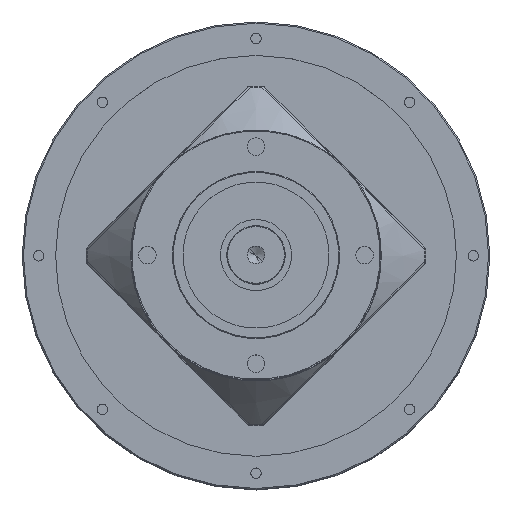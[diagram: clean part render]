
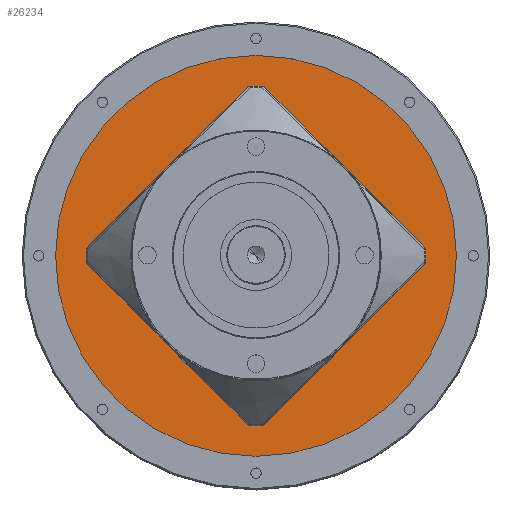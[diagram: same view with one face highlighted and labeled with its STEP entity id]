
A CAD part, top view. The second image highlights one B-rep face of the part: STEP entity #26234.
In plain terms, the highlighted planar face has unit normal (0, 0, 1).
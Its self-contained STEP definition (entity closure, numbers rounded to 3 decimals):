
#300 = LINE ( 'NONE', #5945, #18931 ) ;
#635 = DIRECTION ( 'NONE',  ( 0., 0., 1. ) ) ;
#947 = FACE_OUTER_BOUND ( 'NONE', #25278, .T. ) ;
#1442 = CARTESIAN_POINT ( 'NONE',  ( -1.731, 40.413, 28. ) ) ;
#1706 = EDGE_CURVE ( 'NONE', #7687, #2691, #300, .T. ) ;
#1904 = DIRECTION ( 'NONE',  ( 0.707, -0.707, 0. ) ) ;
#2691 = VERTEX_POINT ( 'NONE', #23700 ) ;
#3249 = CARTESIAN_POINT ( 'NONE',  ( 1.676, -40.468, 28. ) ) ;
#3435 = VECTOR ( 'NONE', #12496, 1000. ) ;
#3450 = VERTEX_POINT ( 'NONE', #22068 ) ;
#3606 = DIRECTION ( 'NONE',  ( -0.707, 0.707, 0. ) ) ;
#3886 = CIRCLE ( 'NONE', #15976, 40.45 ) ;
#4185 = CARTESIAN_POINT ( 'NONE',  ( 0., 0., 28. ) ) ;
#4652 = CARTESIAN_POINT ( 'NONE',  ( 0., 0., 28. ) ) ;
#4898 = ORIENTED_EDGE ( 'NONE', *, *, #8122, .T. ) ;
#5226 = DIRECTION ( 'NONE',  ( 0., 0., -1. ) ) ;
#5945 = CARTESIAN_POINT ( 'NONE',  ( -40.468, -1.676, 28. ) ) ;
#5999 = DIRECTION ( 'NONE',  ( 0., 0., -1. ) ) ;
#7515 = CARTESIAN_POINT ( 'NONE',  ( 1.731, 40.413, 28. ) ) ;
#7687 = VERTEX_POINT ( 'NONE', #21705 ) ;
#8122 = EDGE_CURVE ( 'NONE', #10789, #23321, #26011, .T. ) ;
#8326 = CIRCLE ( 'NONE', #25601, 40.45 ) ;
#8661 = AXIS2_PLACEMENT_3D ( 'NONE', #4652, #11049, #13105 ) ;
#8713 = CIRCLE ( 'NONE', #13565, 40.45 ) ;
#8797 = ORIENTED_EDGE ( 'NONE', *, *, #9256, .T. ) ;
#9256 = EDGE_CURVE ( 'NONE', #14781, #3450, #21848, .T. ) ;
#9297 = DIRECTION ( 'NONE',  ( 0.707, -0.707, 0. ) ) ;
#9415 = ORIENTED_EDGE ( 'NONE', *, *, #24850, .T. ) ;
#9604 = CIRCLE ( 'NONE', #19705, 48. ) ;
#10236 = PLANE ( 'NONE',  #19557 ) ;
#10789 = VERTEX_POINT ( 'NONE', #18089 ) ;
#10933 = ORIENTED_EDGE ( 'NONE', *, *, #18017, .T. ) ;
#10992 = VERTEX_POINT ( 'NONE', #12402 ) ;
#11049 = DIRECTION ( 'NONE',  ( 0., 0., -1. ) ) ;
#11664 = EDGE_CURVE ( 'NONE', #16626, #10992, #9604, .T. ) ;
#11929 = CIRCLE ( 'NONE', #12258, 48. ) ;
#12112 = ORIENTED_EDGE ( 'NONE', *, *, #11664, .T. ) ;
#12242 = FACE_BOUND ( 'NONE', #22184, .T. ) ;
#12258 = AXIS2_PLACEMENT_3D ( 'NONE', #15684, #635, #26270 ) ;
#12402 = CARTESIAN_POINT ( 'NONE',  ( 48., 0., 28. ) ) ;
#12496 = DIRECTION ( 'NONE',  ( 0.707, 0.707, 0. ) ) ;
#12711 = CIRCLE ( 'NONE', #8661, 40.45 ) ;
#13105 = DIRECTION ( 'NONE',  ( 0.707, -0.707, 0. ) ) ;
#13280 = ORIENTED_EDGE ( 'NONE', *, *, #27093, .T. ) ;
#13565 = AXIS2_PLACEMENT_3D ( 'NONE', #20442, #26678, #18206 ) ;
#13863 = CARTESIAN_POINT ( 'NONE',  ( 0., 0., 28. ) ) ;
#14431 = DIRECTION ( 'NONE',  ( -1., 0., 0. ) ) ;
#14531 = DIRECTION ( 'NONE',  ( 0., 0., 1. ) ) ;
#14781 = VERTEX_POINT ( 'NONE', #16973 ) ;
#15190 = ORIENTED_EDGE ( 'NONE', *, *, #19213, .T. ) ;
#15361 = DIRECTION ( 'NONE',  ( 0.707, -0.707, 0. ) ) ;
#15684 = CARTESIAN_POINT ( 'NONE',  ( 0., 0., 28. ) ) ;
#15976 = AXIS2_PLACEMENT_3D ( 'NONE', #13863, #5226, #9297 ) ;
#16626 = VERTEX_POINT ( 'NONE', #25013 ) ;
#16973 = CARTESIAN_POINT ( 'NONE',  ( 40.413, -1.731, 28. ) ) ;
#18017 = EDGE_CURVE ( 'NONE', #18020, #14781, #8326, .T. ) ;
#18020 = VERTEX_POINT ( 'NONE', #24387 ) ;
#18089 = CARTESIAN_POINT ( 'NONE',  ( -40.413, 1.731, 28. ) ) ;
#18158 = ORIENTED_EDGE ( 'NONE', *, *, #1706, .T. ) ;
#18206 = DIRECTION ( 'NONE',  ( 0.707, -0.707, 0. ) ) ;
#18811 = CARTESIAN_POINT ( 'NONE',  ( 0., 0., 28. ) ) ;
#18931 = VECTOR ( 'NONE', #3606, 1000. ) ;
#19063 = DIRECTION ( 'NONE',  ( -1., 0., 0. ) ) ;
#19100 = CARTESIAN_POINT ( 'NONE',  ( -1.676, 40.468, 28. ) ) ;
#19213 = EDGE_CURVE ( 'NONE', #2691, #10789, #8713, .T. ) ;
#19557 = AXIS2_PLACEMENT_3D ( 'NONE', #20750, #14531, #14431 ) ;
#19705 = AXIS2_PLACEMENT_3D ( 'NONE', #4185, #23050, #19063 ) ;
#20442 = CARTESIAN_POINT ( 'NONE',  ( 0., 0., 28. ) ) ;
#20750 = CARTESIAN_POINT ( 'NONE',  ( 0., -25., 28. ) ) ;
#21243 = ORIENTED_EDGE ( 'NONE', *, *, #21396, .T. ) ;
#21396 = EDGE_CURVE ( 'NONE', #3450, #7687, #3886, .T. ) ;
#21432 = LINE ( 'NONE', #22043, #26424 ) ;
#21705 = CARTESIAN_POINT ( 'NONE',  ( -1.731, -40.413, 28. ) ) ;
#21848 = LINE ( 'NONE', #3249, #23204 ) ;
#22043 = CARTESIAN_POINT ( 'NONE',  ( 40.468, 1.676, 28. ) ) ;
#22068 = CARTESIAN_POINT ( 'NONE',  ( 1.731, -40.413, 28. ) ) ;
#22184 = EDGE_LOOP ( 'NONE', ( #15190, #4898, #22303, #9415, #10933, #8797, #21243, #18158 ) ) ;
#22303 = ORIENTED_EDGE ( 'NONE', *, *, #25286, .T. ) ;
#23050 = DIRECTION ( 'NONE',  ( 0., 0., 1. ) ) ;
#23204 = VECTOR ( 'NONE', #26830, 1000. ) ;
#23321 = VERTEX_POINT ( 'NONE', #1442 ) ;
#23377 = VERTEX_POINT ( 'NONE', #7515 ) ;
#23700 = CARTESIAN_POINT ( 'NONE',  ( -40.413, -1.731, 28. ) ) ;
#24387 = CARTESIAN_POINT ( 'NONE',  ( 40.413, 1.731, 28. ) ) ;
#24850 = EDGE_CURVE ( 'NONE', #23377, #18020, #21432, .T. ) ;
#25013 = CARTESIAN_POINT ( 'NONE',  ( -48., 0., 28. ) ) ;
#25278 = EDGE_LOOP ( 'NONE', ( #12112, #13280 ) ) ;
#25286 = EDGE_CURVE ( 'NONE', #23321, #23377, #12711, .T. ) ;
#25601 = AXIS2_PLACEMENT_3D ( 'NONE', #18811, #5999, #1904 ) ;
#26011 = LINE ( 'NONE', #19100, #3435 ) ;
#26234 = ADVANCED_FACE ( 'NONE', ( #12242, #947 ), #10236, .T. ) ;
#26270 = DIRECTION ( 'NONE',  ( -1., 0., 0. ) ) ;
#26424 = VECTOR ( 'NONE', #15361, 1000. ) ;
#26678 = DIRECTION ( 'NONE',  ( 0., 0., -1. ) ) ;
#26830 = DIRECTION ( 'NONE',  ( -0.707, -0.707, 0. ) ) ;
#27093 = EDGE_CURVE ( 'NONE', #10992, #16626, #11929, .T. ) ;
